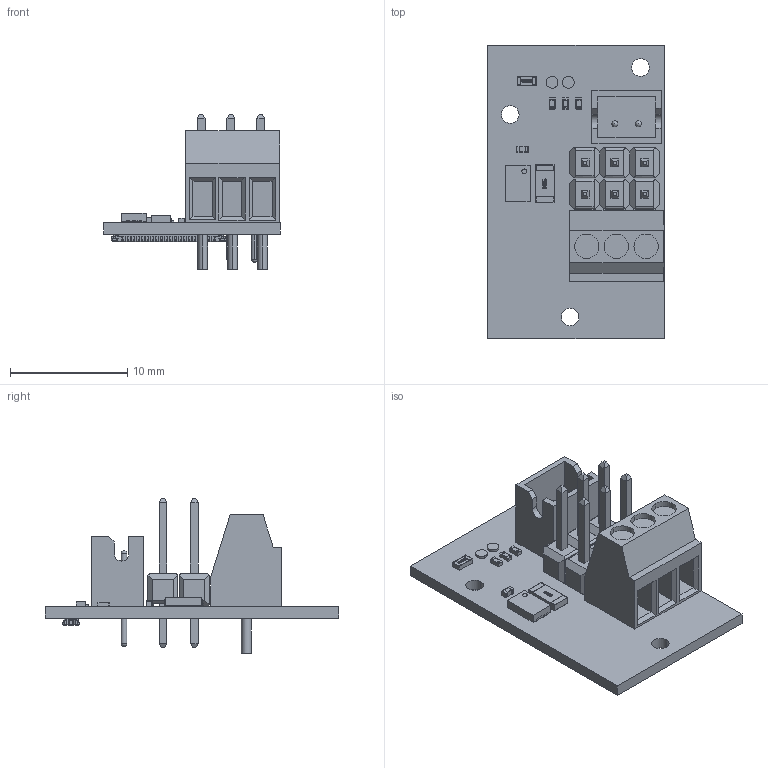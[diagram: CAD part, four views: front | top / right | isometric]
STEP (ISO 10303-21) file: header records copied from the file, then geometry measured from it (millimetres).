
FILE_DESCRIPTION(/* description */ ('PCB Design'),/* implementation_level */ '2;1');
FILE_NAME(/* name */ 'RAK16002_VA_2022_0428_1_3d',/* time_stamp */ '2022-04-28T01:08:47+08:00',/* author */ (''),/* organization */ (''),/* preprocessor_version */ 'ST-DEVELOPER v16',/* originating_system */ 'allegro_17.4S012',/* authorisation */ '');
FILE_SCHEMA (('AUTOMOTIVE_DESIGN { 1 0 10303 214 3 1 1 }'));
Products named in the file (34): RAK16002_VA_2022_0428_1_3D; BOARD_OUTLINE; COMPONENTS; SC0402; SR0402; BTB40_2X20_4MM_M; SR0603; SR1206; SIP-3P; PH2MM_2A; DFN-6; 2_54-03P; TEST_POINT; CAP-SM-MLCC-0402[1005]; RES-SM-CHIP; BTB40-2X20-4MM-M; User Library-Rchip; User Library-SMD RESISTOR-1; holder; User Library-1x3 TH Pitch 2_54mm; pin; User Library-B2B-PH-K-S(LF)(SN); 13; TP; Part 9; User Library-My-DFN-6-2x3-0.5; 3; 14; 12; 1; 2; Body; User Library-DG308-3; TEST-POINT-SM
Assembly tree (39 placements, depth 5):
  RAK16002_VA_2022_0428_1_3D
    BOARD_OUTLINE
    COMPONENTS
      SC0402
        CAP-SM-MLCC-0402[1005]
      SR0402  x3
        RES-SM-CHIP
      BTB40_2X20_4MM_M
        BTB40-2X20-4MM-M
      SR0603
        User Library-Rchip
      SR1206
        User Library-SMD RESISTOR-1
      SIP-3P  x2
        User Library-1x3 TH Pitch 2_54mm
          holder
          pin  x3
      PH2MM_2A
        User Library-B2B-PH-K-S(LF)(SN)
      DFN-6
        User Library-My-DFN-6-2x3-0.5
          Part 9
          Body
          14
          13
          2
          1
          3
          12
          TP
      2_54-03P
        User Library-DG308-3
      TEST_POINT  x2
        TEST-POINT-SM
Bounding box: 15 x 25 x 13.2 mm (x, y, z)
Volume: 457.9 mm3; surface area: 2134.6 mm2
Topology: 34 solids, 35 shells, 2061 faces, 5259 edges, 3267 vertices
Faces by surface type: plane 1369, cylinder 523, bspline 109, torus 56, sphere 4
Full cylindrical faces by diameter (mm): 0.15 x1, 0.2 x1, 1 x2
Entity records: 69062 total; most frequent: CARTESIAN_POINT 15577, ORIENTED_EDGE 9078, DIRECTION 8383, EDGE_CURVE 4554, VECTOR 3424, LINE 3424, VERTEX_POINT 2890, AXIS2_PLACEMENT_3D 2594
